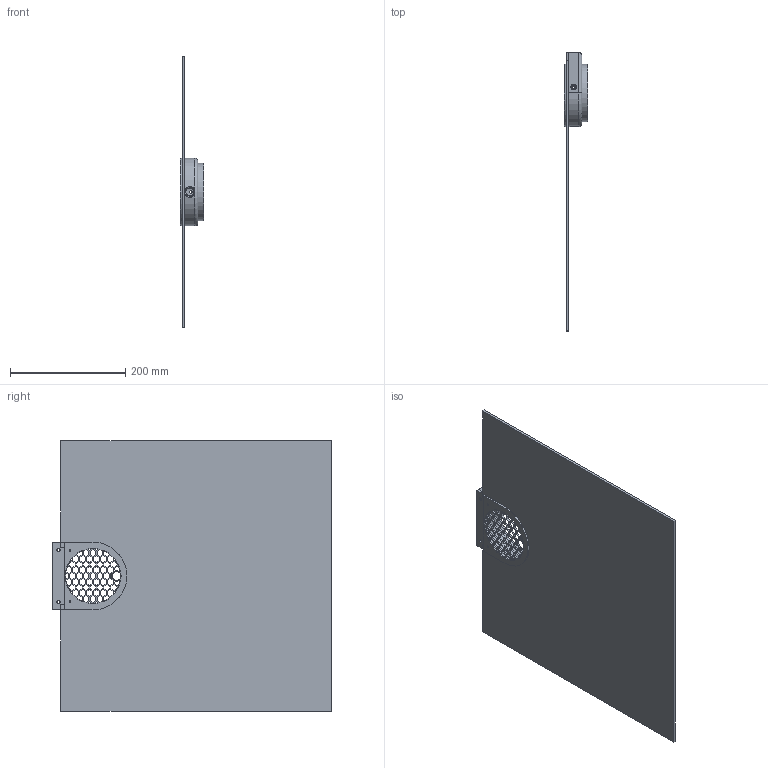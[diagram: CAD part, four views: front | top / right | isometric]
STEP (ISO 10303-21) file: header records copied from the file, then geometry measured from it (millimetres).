
FILE_DESCRIPTION(/* description */ (''),/* implementation_level */ '2;1');
FILE_NAME(/* name */ 'Duct_Mount.step',/* time_stamp */ '2024-02-29T13:39:21-06:00',/* author */ (''),/* organization */ (''),/* preprocessor_version */ 'ST-DEVELOPER v20',/* originating_system */ 'Autodesk Translation Framework v12.20.1.177',/* authorisation */ '');
FILE_SCHEMA (('AUTOMOTIVE_DESIGN { 1 0 10303 214 3 1 1 }'));
Length unit declared in the file: millimetre
Products named in the file (1): Umbilical
Bounding box: 40.25 x 484.25 x 470 mm (x, y, z)
Volume: 1015214.3 mm3; surface area: 495648.3 mm2
Topology: 4 solids, 4 shells, 547 faces, 1595 edges, 1060 vertices
Faces by surface type: plane 420, cylinder 104, bspline 20, sphere 2, torus 1
Full cylindrical faces by diameter (mm): 3.4 x4, 4.7 x2, 4.707 x3, 5.5 x2, 9.728 x31, 10 x4, 14 x1, 16 x1, 96 x1, 100 x1
Entity records: 34020 total; most frequent: CARTESIAN_POINT 19331, ORIENTED_EDGE 3190, DIRECTION 2648, EDGE_CURVE 1595, LINE 1314, VECTOR 1314, VERTEX_POINT 1060, EDGE_LOOP 733
